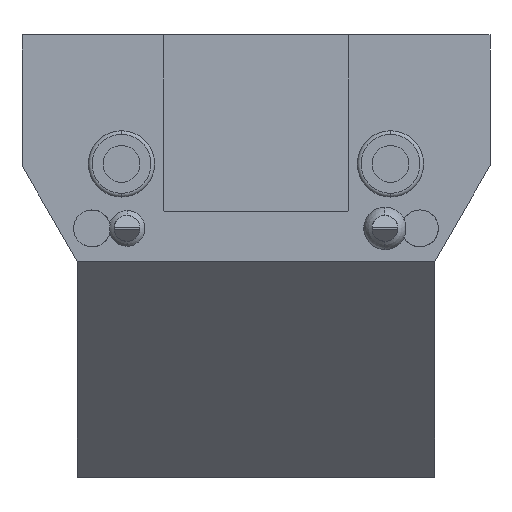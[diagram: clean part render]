
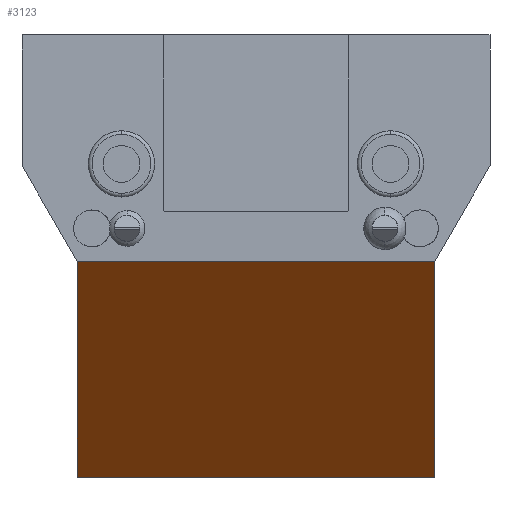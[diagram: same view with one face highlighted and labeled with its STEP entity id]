
A CAD part, left-side view. The second image highlights one B-rep face of the part: STEP entity #3123.
In plain terms, the highlighted planar face has unit normal (-0.707, 0, -0.707).
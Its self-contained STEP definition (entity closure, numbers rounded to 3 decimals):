
#276=DIRECTION('',(0.,1.,0.));
#277=VECTOR('',#276,97.);
#278=CARTESIAN_POINT('',(-90.,-48.5,8.5));
#279=LINE('',#278,#277);
#486=DIRECTION('',(-0.707,0.,0.707));
#487=VECTOR('',#486,82.731);
#488=CARTESIAN_POINT('',(-31.5,-48.5,-50.));
#489=LINE('',#488,#487);
#742=DIRECTION('',(-0.707,0.,0.707));
#743=VECTOR('',#742,82.731);
#744=CARTESIAN_POINT('',(-31.5,48.5,-50.));
#745=LINE('',#744,#743);
#880=DIRECTION('',(0.,1.,0.));
#881=VECTOR('',#880,97.);
#882=CARTESIAN_POINT('',(-31.5,-48.5,-50.));
#883=LINE('',#882,#881);
#1912=CARTESIAN_POINT('',(-31.5,-48.5,-50.));
#1913=CARTESIAN_POINT('',(-31.5,48.5,-50.));
#1914=VERTEX_POINT('',#1912);
#1915=VERTEX_POINT('',#1913);
#1917=CARTESIAN_POINT('',(-90.,-48.5,8.5));
#1919=VERTEX_POINT('',#1917);
#1920=CARTESIAN_POINT('',(-90.,48.5,8.5));
#1922=VERTEX_POINT('',#1920);
#3111=CARTESIAN_POINT('',(-31.5,-48.5,-50.));
#3112=DIRECTION('',(-0.707,0.,-0.707));
#3113=DIRECTION('',(-0.707,0.,0.707));
#3114=AXIS2_PLACEMENT_3D('',#3111,#3112,#3113);
#3115=PLANE('',#3114);
#3116=ORIENTED_EDGE('',*,*,#2539,.F.);
#3117=ORIENTED_EDGE('',*,*,#2707,.F.);
#3119=ORIENTED_EDGE('',*,*,#3118,.T.);
#3120=ORIENTED_EDGE('',*,*,#3009,.T.);
#3121=EDGE_LOOP('',(#3116,#3117,#3119,#3120));
#3122=FACE_OUTER_BOUND('',#3121,.F.);
#3123=ADVANCED_FACE('',(#3122),#3115,.T.);
#2539=EDGE_CURVE('',#1919,#1922,#279,.T.);
#2707=EDGE_CURVE('',#1914,#1919,#489,.T.);
#3009=EDGE_CURVE('',#1915,#1922,#745,.T.);
#3118=EDGE_CURVE('',#1914,#1915,#883,.T.);
